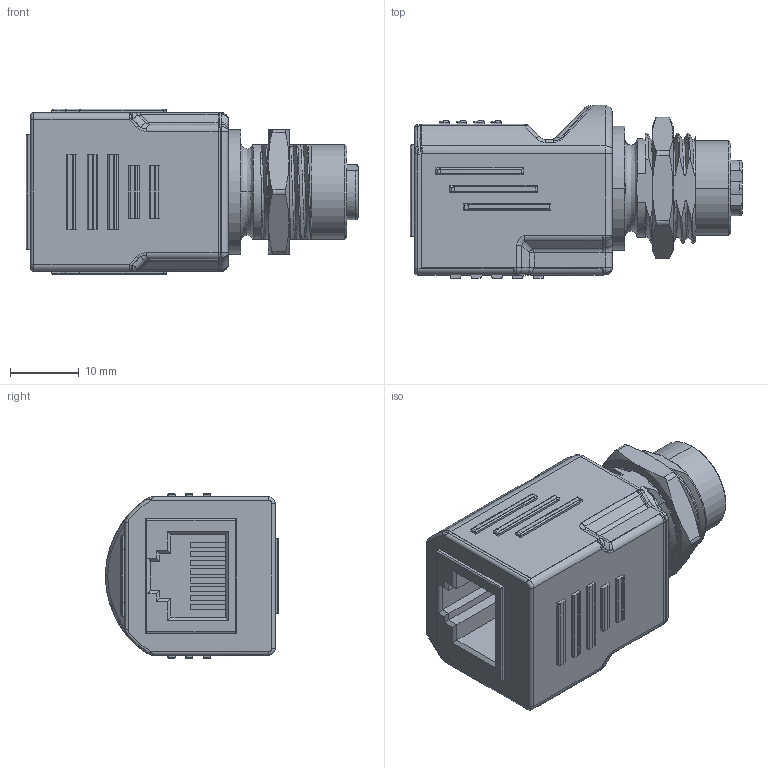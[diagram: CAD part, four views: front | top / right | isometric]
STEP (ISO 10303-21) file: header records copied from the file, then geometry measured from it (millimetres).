
FILE_DESCRIPTION (( 'STEP AP214' ), '1' );
FILE_NAME ('7000-44671-0000000.step', '2017-08-16T13:38:27', ( '' ), ( '' ), 'SwSTEP 2.0', 'SolidWorks 2017', '' );
FILE_SCHEMA (( 'AUTOMOTIVE_DESIGN' ));
Length unit declared in the file: inch
Products named in the file (1): 7000-44671-0000000
Bounding box: 48.15 x 25.1 x 24 mm (x, y, z)
Volume: 15469.1 mm3; surface area: 7178.4 mm2
Topology: 1 solids, 2 shells, 697 faces, 1837 edges, 1145 vertices
Faces by surface type: cylinder 266, plane 253, bspline 148, cone 24, torus 6
Entity records: 47893 total; most frequent: CARTESIAN_POINT 25641, ORIENTED_EDGE 3630, DIRECTION 2397, EDGE_CURVE 1815, VERTEX_POINT 1145, VECTOR 809, LINE 809, AXIS2_PLACEMENT_3D 794
